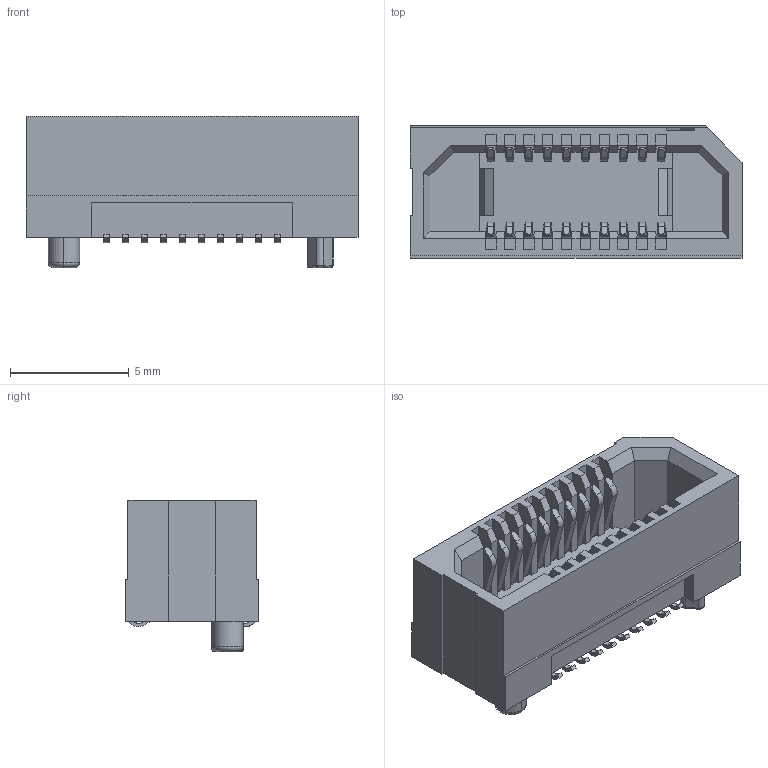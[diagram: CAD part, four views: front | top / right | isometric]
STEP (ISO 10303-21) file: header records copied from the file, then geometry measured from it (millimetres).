
FILE_DESCRIPTION(('Creo Elements/Direct Modeling STEP Export'),'2;1');
FILE_NAME('ER8-20S-0.8SV-5H.stp','2017-05-17T 8:42:15',(''),(''),'PTC Creo Elements/Direct Modeling STEP processor for AP214 (Solid Model)','PTC Creo Elements/Direct Modeling 19.0E 27-Jun-2016 (C) Parametric Technology GmbH','');
FILE_SCHEMA(('AUTOMOTIVE_DESIGN { 1 0 10303 214 1 1 1 1 }'));
Length unit declared in the file: millimetre
Products named in the file (3): ER8-20S-0.8SV-5H
Assembly tree (2 placements, depth 3):
  ER8-20S-0.8SV-5H
    ER8-20S-0.8SV-5H
      ER8-20S-0.8SV-5H
Bounding box: 14 x 5.6 x 6.38 mm (x, y, z)
Volume: 199.4 mm3; surface area: 647.2 mm2
Topology: 1 solids, 1 shells, 673 faces, 1908 edges, 1280 vertices
Faces by surface type: plane 477, cylinder 190, torus 6
Entity records: 28339 total; most frequent: CARTESIAN_POINT 5931, ORIENTED_EDGE 3816, DIRECTION 3062, EDGE_CURVE 1908, VECTOR 1360, LINE 1360, VERTEX_POINT 1280, AXIS2_PLACEMENT_3D 851
